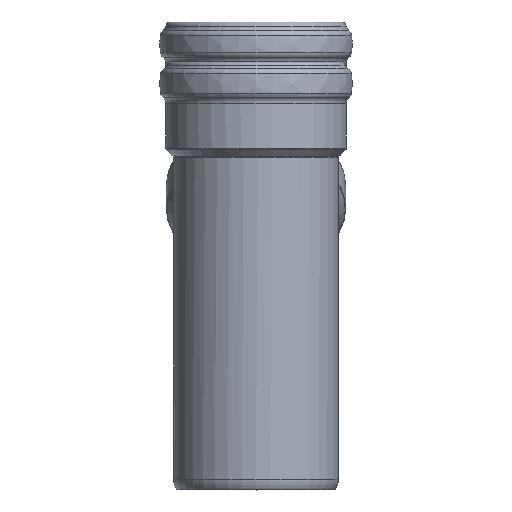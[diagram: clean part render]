
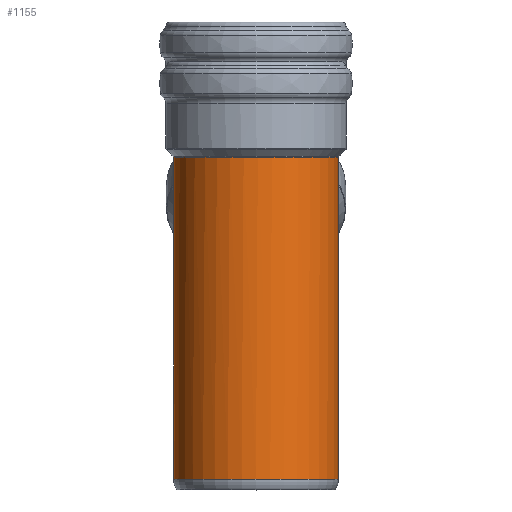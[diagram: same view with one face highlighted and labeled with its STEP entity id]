
A CAD part, top view. The second image highlights one B-rep face of the part: STEP entity #1155.
In plain terms, the highlighted cylindrical face has radius 55.2 mm (diameter 110.4 mm), a full revolution.
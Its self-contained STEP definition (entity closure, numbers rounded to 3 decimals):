
#103=B_SPLINE_CURVE_WITH_KNOTS('',3,(#3097,#3098,#3099,#3100,#3101,#3102,
#3103,#3104,#3105,#3106,#3107,#3108,#3109,#3110,#3111,#3112,#3113,#3114,
#3115,#3116,#3117,#3118,#3119,#3120,#3121,#3122,#3123,#3124,#3125,#3126,
#3127,#3128,#3129,#3130,#3131,#3132,#3133,#3134,#3135,#3136,#3137,#3138,
#3139,#3140,#3141,#3142,#3143),.UNSPECIFIED.,.F.,.F.,(4,1,1,1,1,1,1,1,1,
1,1,1,1,1,1,1,1,1,1,1,1,1,1,1,1,1,1,1,1,1,1,1,1,1,1,1,1,1,1,1,1,1,1,1,4),
(-47.665,-46.814,-45.962,-44.26,
-42.558,-40.856,-36.316,-35.181,
-34.614,-34.33,-34.046,-33.479,
-33.195,-32.911,-32.628,-32.344,
-32.06,-31.777,-31.209,-30.642,
-29.507,-27.237,-24.967,-22.698,
-20.428,-18.158,-17.023,-16.456,
-15.888,-15.51,-15.132,-14.943,
-14.753,-14.375,-13.997,-13.619,
-12.484,-11.349,-10.214,-6.809,
-5.107,-3.405,-1.702,-0.851,
0.),.UNSPECIFIED.);
#110=CYLINDRICAL_SURFACE('',#1272,55.2);
#140=FACE_BOUND('',#332,.T.);
#229=FACE_OUTER_BOUND('',#331,.T.);
#331=EDGE_LOOP('',(#934));
#332=EDGE_LOOP('',(#935,#936));
#484=CIRCLE('',#1273,55.2);
#485=CIRCLE('',#1274,55.2);
#589=VERTEX_POINT('',#2763);
#590=VERTEX_POINT('',#3095);
#591=VERTEX_POINT('',#3147);
#727=EDGE_CURVE('',#590,#589,#103,.T.);
#729=EDGE_CURVE('',#591,#591,#484,.T.);
#730=EDGE_CURVE('',#589,#590,#485,.T.);
#934=ORIENTED_EDGE('',*,*,#729,.F.);
#935=ORIENTED_EDGE('',*,*,#727,.F.);
#936=ORIENTED_EDGE('',*,*,#730,.F.);
#1155=ADVANCED_FACE('',(#229,#140),#110,.T.);
#1272=AXIS2_PLACEMENT_3D('',#3146,#1503,#1504);
#1273=AXIS2_PLACEMENT_3D('',#3148,#1505,#1506);
#1274=AXIS2_PLACEMENT_3D('',#3149,#1507,#1508);
#1503=DIRECTION('center_axis',(0.,-1.,0.));
#1504=DIRECTION('ref_axis',(1.,0.,0.));
#1505=DIRECTION('center_axis',(0.,-1.,0.));
#1506=DIRECTION('ref_axis',(1.,0.,0.));
#1507=DIRECTION('center_axis',(0.,1.,0.));
#1508=DIRECTION('ref_axis',(-1.,0.,0.));
#2763=CARTESIAN_POINT('',(-12.927,-0.414,-53.665));
#3095=CARTESIAN_POINT('',(12.927,-0.414,-53.665));
#3097=CARTESIAN_POINT('Ctrl Pts',(12.927,-0.414,-53.665));
#3098=CARTESIAN_POINT('Ctrl Pts',(15.284,-1.813,-53.097));
#3099=CARTESIAN_POINT('Ctrl Pts',(19.602,-5.171,-51.734));
#3100=CARTESIAN_POINT('Ctrl Pts',(26.862,-13.19,-48.479));
#3101=CARTESIAN_POINT('Ctrl Pts',(33.918,-24.55,-43.873));
#3102=CARTESIAN_POINT('Ctrl Pts',(40.34,-39.074,-37.981));
#3103=CARTESIAN_POINT('Ctrl Pts',(47.994,-62.537,-28.496));
#3104=CARTESIAN_POINT('Ctrl Pts',(52.059,-84.939,-19.437));
#3105=CARTESIAN_POINT('Ctrl Pts',(53.948,-104.212,-11.854));
#3106=CARTESIAN_POINT('Ctrl Pts',(54.379,-110.357,-9.521));
#3107=CARTESIAN_POINT('Ctrl Pts',(54.588,-113.893,-8.217));
#3108=CARTESIAN_POINT('Ctrl Pts',(54.766,-117.45,-6.959));
#3109=CARTESIAN_POINT('Ctrl Pts',(54.902,-121.038,-5.764));
#3110=CARTESIAN_POINT('Ctrl Pts',(54.986,-124.709,-4.873));
#3111=CARTESIAN_POINT('Ctrl Pts',(55.015,-127.53,-4.497));
#3112=CARTESIAN_POINT('Ctrl Pts',(54.972,-130.394,-5.068));
#3113=CARTESIAN_POINT('Ctrl Pts',(54.773,-132.555,-6.977));
#3114=CARTESIAN_POINT('Ctrl Pts',(54.439,-134.163,-9.236));
#3115=CARTESIAN_POINT('Ctrl Pts',(53.826,-136.024,-12.433));
#3116=CARTESIAN_POINT('Ctrl Pts',(52.765,-138.039,-16.479));
#3117=CARTESIAN_POINT('Ctrl Pts',(50.422,-141.036,-22.919));
#3118=CARTESIAN_POINT('Ctrl Pts',(44.714,-145.79,-33.674));
#3119=CARTESIAN_POINT('Ctrl Pts',(32.102,-151.382,-46.671));
#3120=CARTESIAN_POINT('Ctrl Pts',(11.438,-155.18,-55.563));
#3121=CARTESIAN_POINT('Ctrl Pts',(-11.412,-155.182,-55.569));
#3122=CARTESIAN_POINT('Ctrl Pts',(-32.08,-151.388,-46.685));
#3123=CARTESIAN_POINT('Ctrl Pts',(-44.701,-145.797,-33.692));
#3124=CARTESIAN_POINT('Ctrl Pts',(-50.413,-141.043,-22.935));
#3125=CARTESIAN_POINT('Ctrl Pts',(-52.756,-138.054,-16.51));
#3126=CARTESIAN_POINT('Ctrl Pts',(-53.895,-135.891,-12.165));
#3127=CARTESIAN_POINT('Ctrl Pts',(-54.577,-133.709,-8.469));
#3128=CARTESIAN_POINT('Ctrl Pts',(-54.879,-131.719,-6.03));
#3129=CARTESIAN_POINT('Ctrl Pts',(-54.988,-129.455,-4.843));
#3130=CARTESIAN_POINT('Ctrl Pts',(-55.015,-126.925,-4.515));
#3131=CARTESIAN_POINT('Ctrl Pts',(-54.972,-123.79,-5.041));
#3132=CARTESIAN_POINT('Ctrl Pts',(-54.87,-120.166,-6.058));
#3133=CARTESIAN_POINT('Ctrl Pts',(-54.63,-114.202,-8.057));
#3134=CARTESIAN_POINT('Ctrl Pts',(-54.111,-105.974,-11.17));
#3135=CARTESIAN_POINT('Ctrl Pts',(-53.102,-95.482,-15.281));
#3136=CARTESIAN_POINT('Ctrl Pts',(-50.803,-78.069,-22.224));
#3137=CARTESIAN_POINT('Ctrl Pts',(-46.903,-59.169,-29.852));
#3138=CARTESIAN_POINT('Ctrl Pts',(-40.342,-39.09,-37.977));
#3139=CARTESIAN_POINT('Ctrl Pts',(-33.918,-24.545,-43.873));
#3140=CARTESIAN_POINT('Ctrl Pts',(-26.855,-13.179,-48.484));
#3141=CARTESIAN_POINT('Ctrl Pts',(-19.603,-5.174,-51.733));
#3142=CARTESIAN_POINT('Ctrl Pts',(-15.284,-1.813,-53.097));
#3143=CARTESIAN_POINT('Ctrl Pts',(-12.927,-0.414,
-53.665));
#3146=CARTESIAN_POINT('Origin',(0.,-108.014,
0.));
#3147=CARTESIAN_POINT('',(55.2,-216.029,0.));
#3148=CARTESIAN_POINT('Origin',(0.,-216.029,
0.));
#3149=CARTESIAN_POINT('Origin',(0.,-0.414,
0.));
